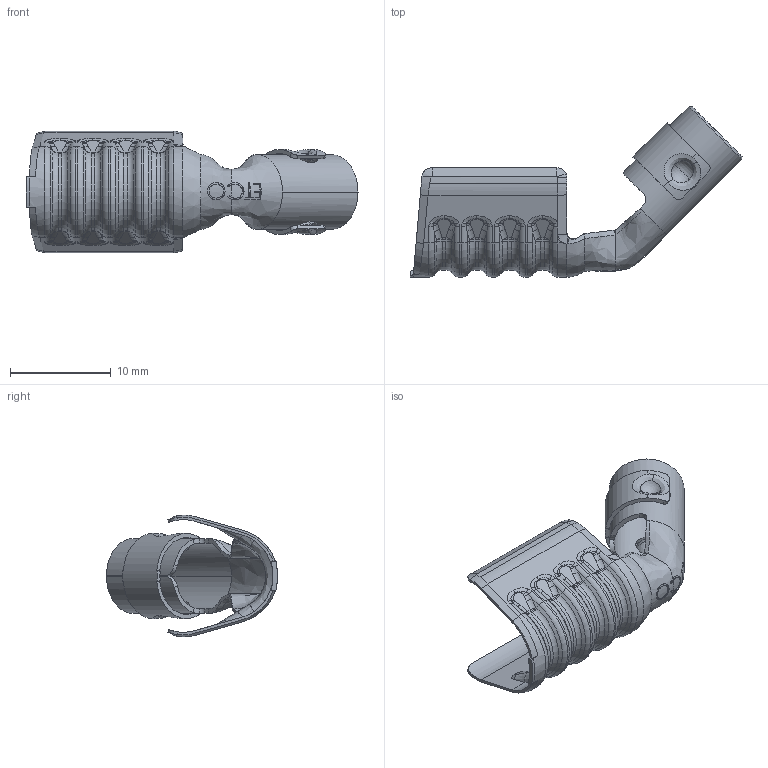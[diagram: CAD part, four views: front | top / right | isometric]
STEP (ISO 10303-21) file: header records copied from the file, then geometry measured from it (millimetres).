
FILE_DESCRIPTION (( 'STEP AP203' ), '1' );
FILE_NAME ('SP98-8M-135.STEP', '2019-11-06T13:26:45', ( 'tempuser' ), ( 'Microsoft' ), 'SwSTEP 2.0', 'SolidWorks 2019', '' );
FILE_SCHEMA (( 'CONFIG_CONTROL_DESIGN' ));
Length unit declared in the file: inch
Products named in the file (3): SP98-8M-135 SP504-135_SP98-8M-135 without carrier; SP98-8M-135; SCA4 expanded for mating_SCA-B expanded for SP981 and SP823
Assembly tree (2 placements, depth 2):
  SP98-8M-135
    SCA4 expanded for mating_SCA-B expanded for SP981 and SP823
    SP98-8M-135 SP504-135_SP98-8M-135 without carrier
Bounding box: 32.88 x 16.93 x 12.06 mm (x, y, z)
Volume: 341.4 mm3; surface area: 1705 mm2
Topology: 2 solids, 2 shells, 520 faces, 1336 edges, 824 vertices
Faces by surface type: bspline 252, cylinder 119, plane 92, sphere 24, torus 18, cone 15
Entity records: 28142 total; most frequent: CARTESIAN_POINT 17104, ORIENTED_EDGE 2672, DIRECTION 1669, EDGE_CURVE 1336, VERTEX_POINT 824, AXIS2_PLACEMENT_3D 660, B_SPLINE_CURVE_WITH_KNOTS 545, EDGE_LOOP 528
